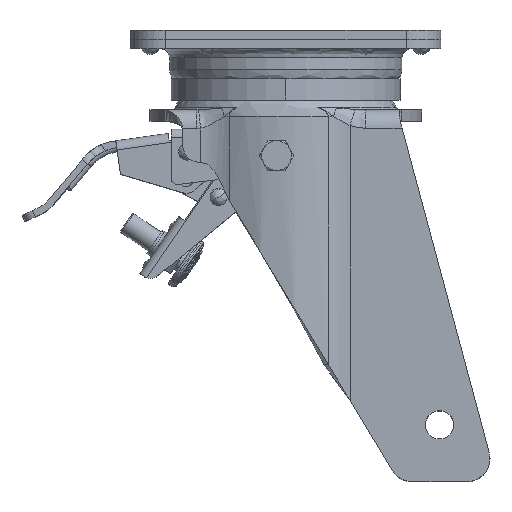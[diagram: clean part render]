
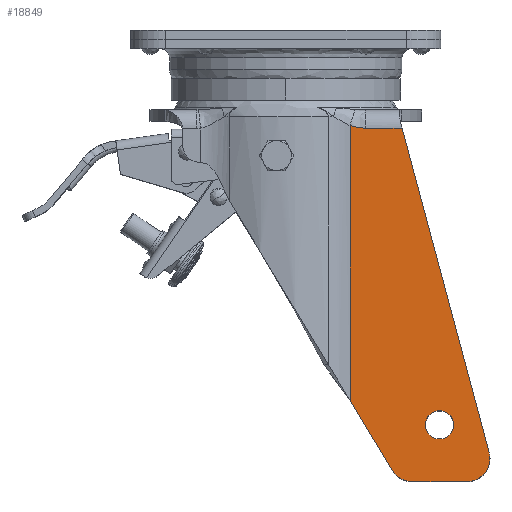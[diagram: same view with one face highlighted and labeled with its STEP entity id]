
A CAD part, top view. The second image highlights one B-rep face of the part: STEP entity #18849.
In plain terms, the highlighted planar face has unit normal (0, 0, 1).
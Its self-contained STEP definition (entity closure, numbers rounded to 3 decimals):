
#550 = CARTESIAN_POINT ( 'NONE',  ( 29.466, -42.7, 43.5 ) ) ;
#1022 = EDGE_CURVE ( 'NONE', #43364, #9602, #27691, .T. ) ;
#1190 = AXIS2_PLACEMENT_3D ( 'NONE', #17012, #41873, #42210 ) ;
#2177 = VECTOR ( 'NONE', #12609, 1000. ) ;
#2670 = CARTESIAN_POINT ( 'NONE',  ( -41.568, -53.943, 43.5 ) ) ;
#2731 = ORIENTED_EDGE ( 'NONE', *, *, #38123, .F. ) ;
#3304 = LINE ( 'NONE', #19631, #17807 ) ;
#3412 = VERTEX_POINT ( 'NONE', #35013 ) ;
#3749 = DIRECTION ( 'NONE',  ( 0., 0., -1. ) ) ;
#5247 = CARTESIAN_POINT ( 'NONE',  ( 25.495, -42.225, 43.5 ) ) ;
#5461 = CARTESIAN_POINT ( 'NONE',  ( 68.449, -172., 43.5 ) ) ;
#5593 = CARTESIAN_POINT ( 'NONE',  ( 30.027, -42.7, 43.5 ) ) ;
#5784 = CARTESIAN_POINT ( 'NONE',  ( 50.299, -186.7, 43.5 ) ) ;
#7020 = DIRECTION ( 'NONE',  ( -0.517, 0.856, 0. ) ) ;
#7098 = DIRECTION ( 'NONE',  ( 1., 0., 0. ) ) ;
#8726 = AXIS2_PLACEMENT_3D ( 'NONE', #28847, #3749, #45233 ) ;
#8816 = EDGE_LOOP ( 'NONE', ( #15449, #41532, #51080, #45045, #32976, #51711, #2731, #56809, #39700 ) ) ;
#9602 = VERTEX_POINT ( 'NONE', #26848 ) ;
#10896 = CARTESIAN_POINT ( 'NONE',  ( 28.619, -42.664, 43.5 ) ) ;
#12097 = CARTESIAN_POINT ( 'NONE',  ( 62.299, -172., 43.5 ) ) ;
#12609 = DIRECTION ( 'NONE',  ( -0.259, 0.966, 0. ) ) ;
#13119 = CIRCLE ( 'NONE', #61339, 6.15 ) ;
#14762 = VERTEX_POINT ( 'NONE', #56697 ) ;
#15039 = VERTEX_POINT ( 'NONE', #34848 ) ;
#15089 = CARTESIAN_POINT ( 'NONE',  ( 23.294, -31.673, 43.5 ) ) ;
#15449 = ORIENTED_EDGE ( 'NONE', *, *, #53350, .T. ) ;
#15731 = CARTESIAN_POINT ( 'NONE',  ( 23.294, -41.593, 43.5 ) ) ;
#16215 = ORIENTED_EDGE ( 'NONE', *, *, #58143, .T. ) ;
#16253 = CARTESIAN_POINT ( 'NONE',  ( 26.904, -42.458, 43.5 ) ) ;
#16731 = CARTESIAN_POINT ( 'NONE',  ( 74.299, -186.693, 43.5 ) ) ;
#17012 = CARTESIAN_POINT ( 'NONE',  ( 62.299, -172., 43.5 ) ) ;
#17807 = VECTOR ( 'NONE', #30078, 1000. ) ;
#18849 = ADVANCED_FACE ( 'NONE', ( #31464, #51912 ), #42171, .T. ) ;
#19326 = ORIENTED_EDGE ( 'NONE', *, *, #28789, .T. ) ;
#19631 = CARTESIAN_POINT ( 'NONE',  ( -4.701, -196.693, 43.5 ) ) ;
#20157 = AXIS2_PLACEMENT_3D ( 'NONE', #16731, #52999, #36584 ) ;
#20946 = CARTESIAN_POINT ( 'NONE',  ( 26.687, -42.424, 43.5 ) ) ;
#22320 = VERTEX_POINT ( 'NONE', #5593 ) ;
#23043 = DIRECTION ( 'NONE',  ( 0., 0., 1. ) ) ;
#23708 = CIRCLE ( 'NONE', #8726, 10. ) ;
#25157 = CARTESIAN_POINT ( 'NONE',  ( 46.027, -42.7, 43.5 ) ) ;
#25665 = CARTESIAN_POINT ( 'NONE',  ( 24.388, -41.952, 43.5 ) ) ;
#26848 = CARTESIAN_POINT ( 'NONE',  ( 84.299, -186.693, 43.5 ) ) ;
#26888 = AXIS2_PLACEMENT_3D ( 'NONE', #5784, #46637, #35950 ) ;
#27265 = VERTEX_POINT ( 'NONE', #25157 ) ;
#27691 = CIRCLE ( 'NONE', #20157, 10. ) ;
#28789 = EDGE_CURVE ( 'NONE', #44486, #32455, #13119, .T. ) ;
#28847 = CARTESIAN_POINT ( 'NONE',  ( 74.299, -186.693, 43.5 ) ) ;
#30078 = DIRECTION ( 'NONE',  ( 1., 0., 0. ) ) ;
#30515 = VERTEX_POINT ( 'NONE', #15731 ) ;
#31423 = VECTOR ( 'NONE', #60590, 1000. ) ;
#31464 = FACE_OUTER_BOUND ( 'NONE', #8816, .T. ) ;
#32455 = VERTEX_POINT ( 'NONE', #60646 ) ;
#32574 = DIRECTION ( 'NONE',  ( 0., 0., -1. ) ) ;
#32976 = ORIENTED_EDGE ( 'NONE', *, *, #38021, .F. ) ;
#34521 = EDGE_CURVE ( 'NONE', #43364, #27265, #52603, .T. ) ;
#34848 = CARTESIAN_POINT ( 'NONE',  ( 74.299, -196.693, 43.5 ) ) ;
#35013 = CARTESIAN_POINT ( 'NONE',  ( 41.745, -191.867, 43.5 ) ) ;
#35260 = EDGE_CURVE ( 'NONE', #30515, #58846, #61098, .T. ) ;
#35777 = CARTESIAN_POINT ( 'NONE',  ( 23.294, -41.593, 43.5 ) ) ;
#35950 = DIRECTION ( 'NONE',  ( 1., 0., 0. ) ) ;
#36584 = DIRECTION ( 'NONE',  ( 1., 0., 0. ) ) ;
#37073 = CARTESIAN_POINT ( 'NONE',  ( 26.761, -42.436, 43.5 ) ) ;
#38021 = EDGE_CURVE ( 'NONE', #14762, #3412, #52596, .T. ) ;
#38123 = EDGE_CURVE ( 'NONE', #9602, #15039, #23708, .T. ) ;
#39697 = EDGE_CURVE ( 'NONE', #3412, #58846, #47897, .T. ) ;
#39700 = ORIENTED_EDGE ( 'NONE', *, *, #34521, .T. ) ;
#40790 = CARTESIAN_POINT ( 'NONE',  ( 27.621, -42.559, 43.5 ) ) ;
#41532 = ORIENTED_EDGE ( 'NONE', *, *, #62823, .T. ) ;
#41873 = DIRECTION ( 'NONE',  ( 0., 0., -1. ) ) ;
#42171 = PLANE ( 'NONE',  #52655 ) ;
#42210 = DIRECTION ( 'NONE',  ( 1., 0., 0. ) ) ;
#43364 = VERTEX_POINT ( 'NONE', #64943 ) ;
#44486 = VERTEX_POINT ( 'NONE', #5461 ) ;
#45045 = ORIENTED_EDGE ( 'NONE', *, *, #39697, .F. ) ;
#45233 = DIRECTION ( 'NONE',  ( 1., 0., 0. ) ) ;
#45760 = CARTESIAN_POINT ( 'NONE',  ( -4.701, -42.7, 43.5 ) ) ;
#46637 = DIRECTION ( 'NONE',  ( 0., 0., -1. ) ) ;
#47897 = LINE ( 'NONE', #2670, #54024 ) ;
#51080 = ORIENTED_EDGE ( 'NONE', *, *, #35260, .T. ) ;
#51711 = ORIENTED_EDGE ( 'NONE', *, *, #55306, .T. ) ;
#51912 = FACE_BOUND ( 'NONE', #59003, .T. ) ;
#52596 = CIRCLE ( 'NONE', #26888, 9.993 ) ;
#52603 = LINE ( 'NONE', #63364, #2177 ) ;
#52655 = AXIS2_PLACEMENT_3D ( 'NONE', #59318, #23043, #53595 ) ;
#52917 = CARTESIAN_POINT ( 'NONE',  ( 23.294, -161.322, 43.5 ) ) ;
#52999 = DIRECTION ( 'NONE',  ( 0., 0., -1. ) ) ;
#53350 = EDGE_CURVE ( 'NONE', #27265, #22320, #56567, .T. ) ;
#53595 = DIRECTION ( 'NONE',  ( 1., 0., 0. ) ) ;
#54024 = VECTOR ( 'NONE', #7020, 1000. ) ;
#55306 = EDGE_CURVE ( 'NONE', #14762, #15039, #3304, .T. ) ;
#55895 = VECTOR ( 'NONE', #56397, 1000. ) ;
#56397 = DIRECTION ( 'NONE',  ( 0., -1., 0. ) ) ;
#56567 = LINE ( 'NONE', #45760, #31423 ) ;
#56575 = CARTESIAN_POINT ( 'NONE',  ( 30.027, -42.7, 43.5 ) ) ;
#56697 = CARTESIAN_POINT ( 'NONE',  ( 50.299, -196.693, 43.5 ) ) ;
#56809 = ORIENTED_EDGE ( 'NONE', *, *, #1022, .F. ) ;
#58143 = EDGE_CURVE ( 'NONE', #32455, #44486, #62260, .T. ) ;
#58846 = VERTEX_POINT ( 'NONE', #52917 ) ;
#59003 = EDGE_LOOP ( 'NONE', ( #19326, #16215 ) ) ;
#59318 = CARTESIAN_POINT ( 'NONE',  ( -4.701, -31.673, 43.5 ) ) ;
#60590 = DIRECTION ( 'NONE',  ( -1., 0., 0. ) ) ;
#60646 = CARTESIAN_POINT ( 'NONE',  ( 56.149, -172., 43.5 ) ) ;
#61098 = LINE ( 'NONE', #15089, #55895 ) ;
#61339 = AXIS2_PLACEMENT_3D ( 'NONE', #12097, #32574, #7098 ) ;
#62260 = CIRCLE ( 'NONE', #1190, 6.15 ) ;
#62624 = CARTESIAN_POINT ( 'NONE',  ( 27.12, -42.491, 43.5 ) ) ;
#62823 = EDGE_CURVE ( 'NONE', #22320, #30515, #65166, .T. ) ;
#63364 = CARTESIAN_POINT ( 'NONE',  ( 39.863, -19.719, 43.5 ) ) ;
#64943 = CARTESIAN_POINT ( 'NONE',  ( 83.957, -184.103, 43.5 ) ) ;
#65166 = B_SPLINE_CURVE_WITH_KNOTS ( 'NONE', 3,
 ( #56575, #550, #10896, #40790, #62624, #16253, #37073, #20946, #5247, #25665, #35777 ),
 .UNSPECIFIED., .F., .F.,
 ( 4, 1, 1, 1, 2, 2, 4 ),
 ( 0., 0.25, 0.375, 0.437, 0.469, 0.5, 1. ),
 .UNSPECIFIED. ) ;
